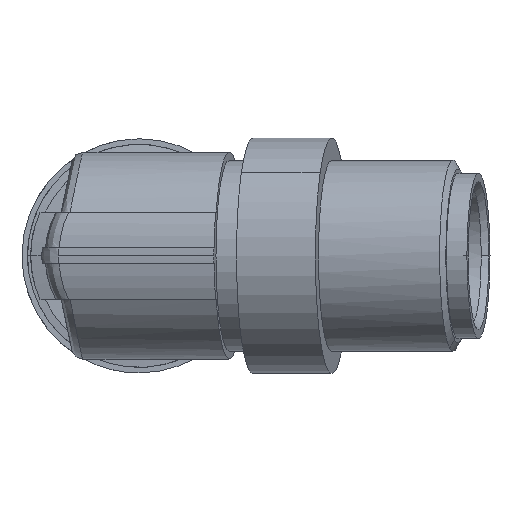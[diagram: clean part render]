
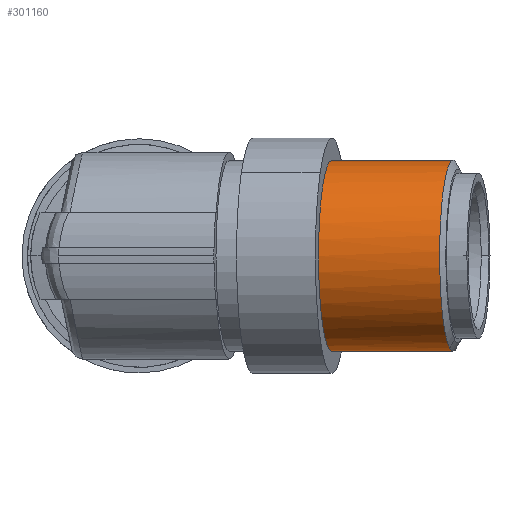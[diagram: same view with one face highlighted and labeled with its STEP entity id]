
A CAD part, left-side view. The second image highlights one B-rep face of the part: STEP entity #301160.
In plain terms, the highlighted cylindrical face has radius 6 mm (diameter 12 mm), a partial arc.
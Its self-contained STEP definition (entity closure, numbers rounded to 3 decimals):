
#293590=CARTESIAN_POINT('',(11.907,42.186,
212.444));
#293600=DIRECTION('',(-0.7,0.7,
0.139));
#293610=DIRECTION('',(-0.707,-0.707,
0.));
#293620=AXIS2_PLACEMENT_3D('',#293590,#293600,#293610);
#293630=CIRCLE('',#293620,6.);
#293640=CARTESIAN_POINT('',(7.664,37.943,
212.444));
#293650=VERTEX_POINT('',#293640);
#293660=CARTESIAN_POINT('',(16.149,46.429,
212.444));
#293670=VERTEX_POINT('',#293660);
#293680=EDGE_CURVE('',#293650,#293670,#293630,.T.);
#293880=CARTESIAN_POINT('',(6.305,47.788,
213.558));
#293890=DIRECTION('',(-0.7,0.7,
0.139));
#293900=DIRECTION('',(-0.707,-0.707,
0.));
#293910=AXIS2_PLACEMENT_3D('',#293880,#293890,#293900);
#293920=CYLINDRICAL_SURFACE('',#293910,6.);
#293930=CARTESIAN_POINT('',(10.548,52.03,
213.558));
#293940=DIRECTION('',(-0.7,0.7,
0.139));
#293950=VECTOR('',#293940,1.);
#293960=LINE('',#293930,#293950);
#293970=CARTESIAN_POINT('',(10.77,51.808,
213.513));
#293980=VERTEX_POINT('',#293970);
#293990=EDGE_CURVE('',#293670,#293980,#293960,.T.);
#294010=CARTESIAN_POINT('',(6.527,47.565,
213.513));
#294020=DIRECTION('',(0.7,-0.7,
-0.139));
#294030=DIRECTION('',(0.708,0.658,
0.256));
#294040=AXIS2_PLACEMENT_3D('',#294010,#294020,#294030);
#294050=CIRCLE('',#294040,6.);
#294100=CARTESIAN_POINT('',(2.285,43.322,
213.513));
#294110=VERTEX_POINT('',#294100);
#294140=CARTESIAN_POINT('',(2.062,43.545,
213.558));
#294150=DIRECTION('',(-0.7,0.7,
0.139));
#294160=VECTOR('',#294150,1.);
#294170=LINE('',#294140,#294160);
#294180=EDGE_CURVE('',#293650,#294110,#294170,.T.);
#294420=CARTESIAN_POINT('',(10.778,51.511,
215.051));
#294430=VERTEX_POINT('',#294420);
#294460=EDGE_CURVE('',#294430,#294110,#294050,.T.);
#301040=ORIENTED_EDGE('',*,*,#293990,.T.);
#301050=ORIENTED_EDGE('',*,*,#293680,.T.);
#301060=ORIENTED_EDGE('',*,*,#294180,.F.);
#301070=ORIENTED_EDGE('',*,*,#294460,.T.);
#301080=CARTESIAN_POINT('',(10.792,51.778,
213.773));
#301090=VERTEX_POINT('',#301080);
#301100=EDGE_CURVE('',#301090,#294430,#294050,.T.);
#301110=ORIENTED_EDGE('',*,*,#301100,.T.);
#301120=EDGE_CURVE('',#293980,#301090,#294050,.T.);
#301130=ORIENTED_EDGE('',*,*,#301120,.T.);
#301140=EDGE_LOOP('',(#301130,#301110,#301070,#301060,#301050,#301040));
#301150=FACE_OUTER_BOUND('',#301140,.T.);
#301160=ADVANCED_FACE('',(#301150),#293920,.T.);
